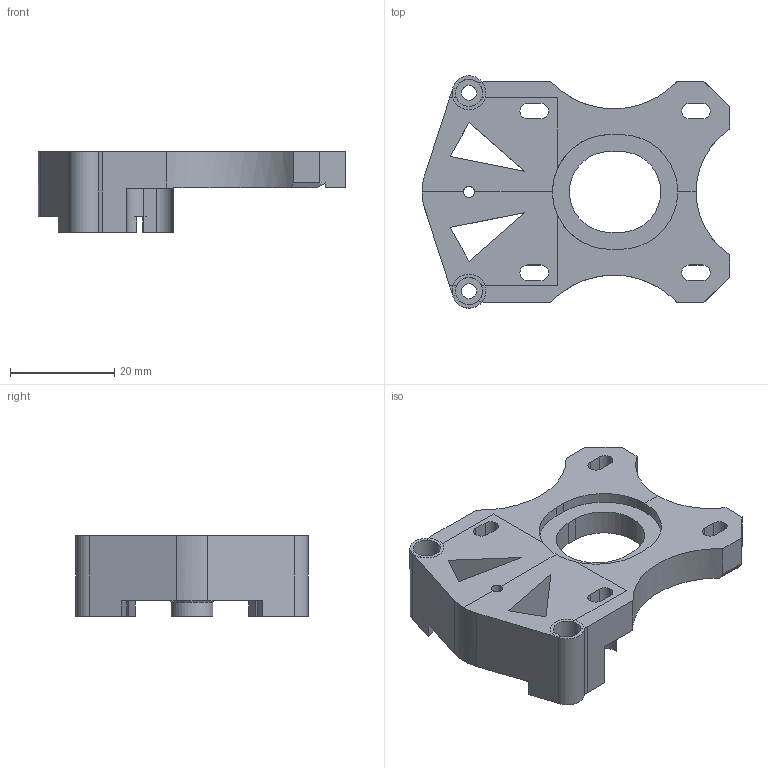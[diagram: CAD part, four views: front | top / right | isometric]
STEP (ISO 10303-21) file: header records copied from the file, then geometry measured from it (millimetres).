
FILE_DESCRIPTION(('FreeCAD Model'),'2;1');
FILE_NAME('Open CASCADE Shape Model','2022-12-30T13:38:48',(''),(''), 'Open CASCADE STEP processor 7.5','FreeCAD','Unknown');
FILE_SCHEMA(('AUTOMOTIVE_DESIGN { 1 0 10303 214 1 1 1 1 }'));
Length unit declared in the file: millimetre
Products named in the file (1): housing_upper
Bounding box: 59 x 44.5 x 15.5 mm (x, y, z)
Volume: 15536.1 mm3; surface area: 8172.1 mm2
Topology: 1 solids, 1 shells, 120 faces, 354 edges, 231 vertices
Faces by surface type: plane 86, cylinder 33, torus 1
Full cylindrical faces by diameter (mm): 2.2 x1, 2.9 x2, 5.2 x2, 8 x1
Entity records: 8863 total; most frequent: CARTESIAN_POINT 1724, DIRECTION 1379, LINE 797, VECTOR 797, ORIENTED_EDGE 708, PCURVE 708, DEFINITIONAL_REPRESENTATION 708, EDGE_CURVE 354
